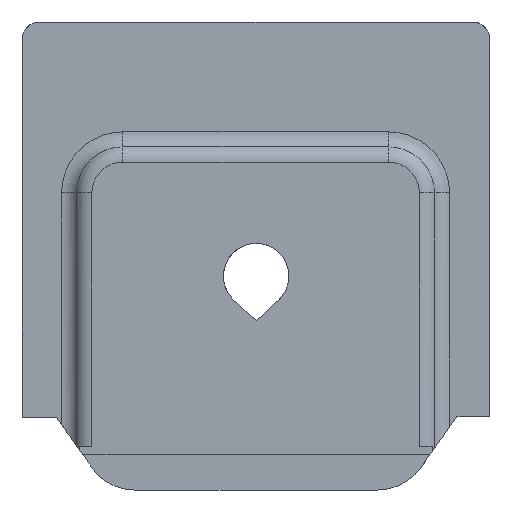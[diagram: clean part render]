
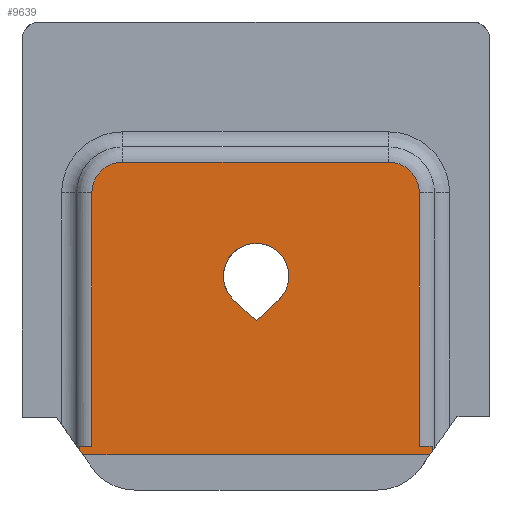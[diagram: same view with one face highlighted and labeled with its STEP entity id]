
A CAD part, left-side view. The second image highlights one B-rep face of the part: STEP entity #9639.
In plain terms, the highlighted planar face has unit normal (-1, 0, 0).
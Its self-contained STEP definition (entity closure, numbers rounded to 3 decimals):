
#15=FACE_BOUND('',#881,.T.);
#102=FACE_OUTER_BOUND('',#880,.T.);
#880=EDGE_LOOP('',(#6394,#6395,#6396,#6397,#6398,#6399,#6400,#6401,#6402,
#6403,#6404,#6405));
#881=EDGE_LOOP('',(#6406,#6407,#6408));
#1648=CIRCLE('',#10438,1.768);
#1652=CIRCLE('',#10444,1.768);
#1656=CIRCLE('',#10478,1.875);
#1682=LINE('',#14289,#2964);
#1686=LINE('',#14298,#2968);
#1688=LINE('',#14304,#2970);
#1689=LINE('',#14310,#2971);
#1702=LINE('',#14357,#2984);
#1704=LINE('',#14369,#2986);
#1706=LINE('',#14381,#2988);
#1713=LINE('',#14394,#2995);
#1803=LINE('',#14607,#3085);
#1804=LINE('',#14608,#3086);
#1805=LINE('',#14611,#3087);
#1806=LINE('',#14614,#3088);
#2964=VECTOR('',#11310,10.);
#2968=VECTOR('',#11316,10.);
#2970=VECTOR('',#11322,10.);
#2971=VECTOR('',#11329,10.);
#2984=VECTOR('',#11372,10.);
#2986=VECTOR('',#11386,10.);
#2988=VECTOR('',#11406,10.);
#2995=VECTOR('',#11415,10.);
#3085=VECTOR('',#11547,10.);
#3086=VECTOR('',#11548,10.);
#3087=VECTOR('',#11549,10.);
#3088=VECTOR('',#11552,10.);
#4244=VERTEX_POINT('',#14287);
#4245=VERTEX_POINT('',#14288);
#4248=VERTEX_POINT('',#14296);
#4249=VERTEX_POINT('',#14297);
#4251=VERTEX_POINT('',#14303);
#4253=VERTEX_POINT('',#14309);
#4270=VERTEX_POINT('',#14348);
#4272=VERTEX_POINT('',#14354);
#4274=VERTEX_POINT('',#14360);
#4277=VERTEX_POINT('',#14380);
#4282=VERTEX_POINT('',#14392);
#4384=VERTEX_POINT('',#14606);
#4385=VERTEX_POINT('',#14609);
#4386=VERTEX_POINT('',#14610);
#4387=VERTEX_POINT('',#14612);
#4828=EDGE_CURVE('',#4244,#4245,#1682,.T.);
#4832=EDGE_CURVE('',#4248,#4249,#1686,.T.);
#4835=EDGE_CURVE('',#4251,#4244,#1688,.T.);
#4838=EDGE_CURVE('',#4253,#4251,#1689,.T.);
#4859=EDGE_CURVE('',#4270,#4253,#1648,.T.);
#4862=EDGE_CURVE('',#4272,#4270,#1702,.T.);
#4865=EDGE_CURVE('',#4274,#4272,#1652,.T.);
#4868=EDGE_CURVE('',#4249,#4274,#1704,.T.);
#4874=EDGE_CURVE('',#4277,#4248,#1706,.T.);
#4881=EDGE_CURVE('',#4245,#4282,#1713,.T.);
#4987=EDGE_CURVE('',#4282,#4384,#1803,.T.);
#4988=EDGE_CURVE('',#4384,#4277,#1804,.T.);
#4989=EDGE_CURVE('',#4385,#4386,#1805,.T.);
#4990=EDGE_CURVE('',#4386,#4387,#1656,.T.);
#4991=EDGE_CURVE('',#4387,#4385,#1806,.T.);
#6394=ORIENTED_EDGE('',*,*,#4828,.T.);
#6395=ORIENTED_EDGE('',*,*,#4881,.T.);
#6396=ORIENTED_EDGE('',*,*,#4987,.T.);
#6397=ORIENTED_EDGE('',*,*,#4988,.T.);
#6398=ORIENTED_EDGE('',*,*,#4874,.T.);
#6399=ORIENTED_EDGE('',*,*,#4832,.T.);
#6400=ORIENTED_EDGE('',*,*,#4868,.T.);
#6401=ORIENTED_EDGE('',*,*,#4865,.T.);
#6402=ORIENTED_EDGE('',*,*,#4862,.T.);
#6403=ORIENTED_EDGE('',*,*,#4859,.T.);
#6404=ORIENTED_EDGE('',*,*,#4838,.T.);
#6405=ORIENTED_EDGE('',*,*,#4835,.T.);
#6406=ORIENTED_EDGE('',*,*,#4989,.T.);
#6407=ORIENTED_EDGE('',*,*,#4990,.T.);
#6408=ORIENTED_EDGE('',*,*,#4991,.T.);
#8865=PLANE('',#10477);
#9639=ADVANCED_FACE('',(#102,#15),#8865,.F.);
#10438=AXIS2_PLACEMENT_3D('',#14351,#11365,#11366);
#10444=AXIS2_PLACEMENT_3D('',#14363,#11379,#11380);
#10477=AXIS2_PLACEMENT_3D('',#14605,#11545,#11546);
#10478=AXIS2_PLACEMENT_3D('',#14613,#11550,#11551);
#11310=DIRECTION('',(0.,0.,-1.));
#11316=DIRECTION('',(0.,1.,0.));
#11322=DIRECTION('',(0.,1.,0.));
#11329=DIRECTION('',(0.,0.,-1.));
#11365=DIRECTION('center_axis',(-1.,0.,0.));
#11366=DIRECTION('ref_axis',(0.,0.,-1.));
#11372=DIRECTION('',(0.,1.,0.));
#11379=DIRECTION('center_axis',(-1.,0.,0.));
#11380=DIRECTION('ref_axis',(0.,0.,-1.));
#11386=DIRECTION('',(0.,0.,1.));
#11406=DIRECTION('',(0.,0.,1.));
#11415=DIRECTION('',(0.,-0.575,-0.818));
#11545=DIRECTION('center_axis',(1.,0.,0.));
#11546=DIRECTION('ref_axis',(0.,0.,-1.));
#11547=DIRECTION('',(0.,-1.,0.));
#11548=DIRECTION('',(0.,-0.579,0.815));
#11549=DIRECTION('',(0.,0.732,0.681));
#11550=DIRECTION('center_axis',(1.,0.,0.));
#11551=DIRECTION('ref_axis',(0.,0.,-1.));
#11552=DIRECTION('',(0.,0.732,-0.681));
#14287=CARTESIAN_POINT('',(296.595,36.999,-12.272));
#14288=CARTESIAN_POINT('',(296.595,36.999,-12.456));
#14289=CARTESIAN_POINT('',(296.595,36.999,2.175));
#14296=CARTESIAN_POINT('',(296.595,16.778,-12.272));
#14297=CARTESIAN_POINT('',(296.595,17.51,-12.272));
#14298=CARTESIAN_POINT('',(296.595,26.877,-12.272));
#14303=CARTESIAN_POINT('',(296.595,36.267,-12.272));
#14304=CARTESIAN_POINT('',(296.595,26.877,-12.272));
#14309=CARTESIAN_POINT('',(296.595,36.267,2.228));
#14310=CARTESIAN_POINT('',(296.595,36.267,4.728));
#14348=CARTESIAN_POINT('',(296.595,34.499,3.996));
#14351=CARTESIAN_POINT('Origin',(296.595,34.499,2.228));
#14354=CARTESIAN_POINT('',(296.595,19.278,3.996));
#14357=CARTESIAN_POINT('',(296.595,35.844,3.996));
#14360=CARTESIAN_POINT('',(296.595,17.51,2.228));
#14363=CARTESIAN_POINT('Origin',(296.595,19.278,2.228));
#14369=CARTESIAN_POINT('',(296.595,17.51,4.728));
#14380=CARTESIAN_POINT('',(296.595,16.778,-12.586));
#14381=CARTESIAN_POINT('',(296.595,16.778,2.175));
#14392=CARTESIAN_POINT('',(296.595,36.777,-12.772));
#14394=CARTESIAN_POINT('',(296.595,38.812,-9.879));
#14605=CARTESIAN_POINT('Origin',(296.595,26.865,-0.377));
#14606=CARTESIAN_POINT('',(296.595,16.91,-12.772));
#14607=CARTESIAN_POINT('',(296.595,31.821,-12.772));
#14608=CARTESIAN_POINT('',(296.595,15.655,-11.006));
#14609=CARTESIAN_POINT('',(296.595,26.857,-5.096));
#14610=CARTESIAN_POINT('',(296.595,28.134,-3.909));
#14611=CARTESIAN_POINT('',(296.595,28.036,-4.));
#14612=CARTESIAN_POINT('',(296.595,25.581,-3.909));
#14613=CARTESIAN_POINT('Origin',(296.595,26.857,-2.536));
#14614=CARTESIAN_POINT('',(296.595,25.044,-3.41));
